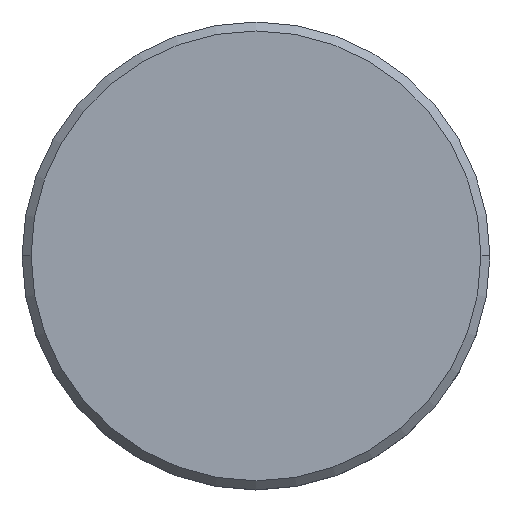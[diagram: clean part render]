
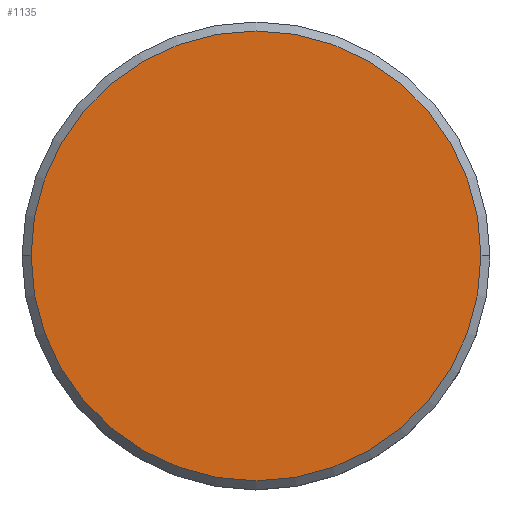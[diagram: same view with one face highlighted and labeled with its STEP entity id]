
A CAD part, top view. The second image highlights one B-rep face of the part: STEP entity #1135.
In plain terms, the highlighted planar face has unit normal (0, 0, 1).
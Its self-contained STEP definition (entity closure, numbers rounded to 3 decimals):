
#64 = VERTEX_POINT ( 'NONE', #338 ) ;
#110 = CIRCLE ( 'NONE', #589, 12.5 ) ;
#127 = EDGE_CURVE ( 'NONE', #537, #64, #887, .T. ) ;
#193 = FACE_OUTER_BOUND ( 'NONE', #490, .T. ) ;
#206 = CARTESIAN_POINT ( 'NONE',  ( 0., 0., 0. ) ) ;
#224 = CARTESIAN_POINT ( 'NONE',  ( 12.5, 0., 0. ) ) ;
#307 = EDGE_CURVE ( 'NONE', #64, #537, #110, .T. ) ;
#316 = ORIENTED_EDGE ( 'NONE', *, *, #127, .T. ) ;
#333 = DIRECTION ( 'NONE',  ( 1., 0., 0. ) ) ;
#338 = CARTESIAN_POINT ( 'NONE',  ( -12.5, 0., 0. ) ) ;
#393 = DIRECTION ( 'NONE',  ( 0., 0., 1. ) ) ;
#415 = DIRECTION ( 'NONE',  ( 0., 0., 1. ) ) ;
#490 = EDGE_LOOP ( 'NONE', ( #651, #316 ) ) ;
#537 = VERTEX_POINT ( 'NONE', #224 ) ;
#543 = PLANE ( 'NONE',  #797 ) ;
#561 = CARTESIAN_POINT ( 'NONE',  ( 0., 0., 0. ) ) ;
#565 = DIRECTION ( 'NONE',  ( 1., 0., 0. ) ) ;
#589 = AXIS2_PLACEMENT_3D ( 'NONE', #206, #393, #565 ) ;
#651 = ORIENTED_EDGE ( 'NONE', *, *, #307, .T. ) ;
#665 = AXIS2_PLACEMENT_3D ( 'NONE', #866, #415, #333 ) ;
#730 = DIRECTION ( 'NONE',  ( 1., 0., 0. ) ) ;
#797 = AXIS2_PLACEMENT_3D ( 'NONE', #561, #905, #730 ) ;
#866 = CARTESIAN_POINT ( 'NONE',  ( 0., 0., 0. ) ) ;
#887 = CIRCLE ( 'NONE', #665, 12.5 ) ;
#905 = DIRECTION ( 'NONE',  ( 0., 0., 1. ) ) ;
#1135 = ADVANCED_FACE ( 'NONE', ( #193 ), #543, .T. ) ;
